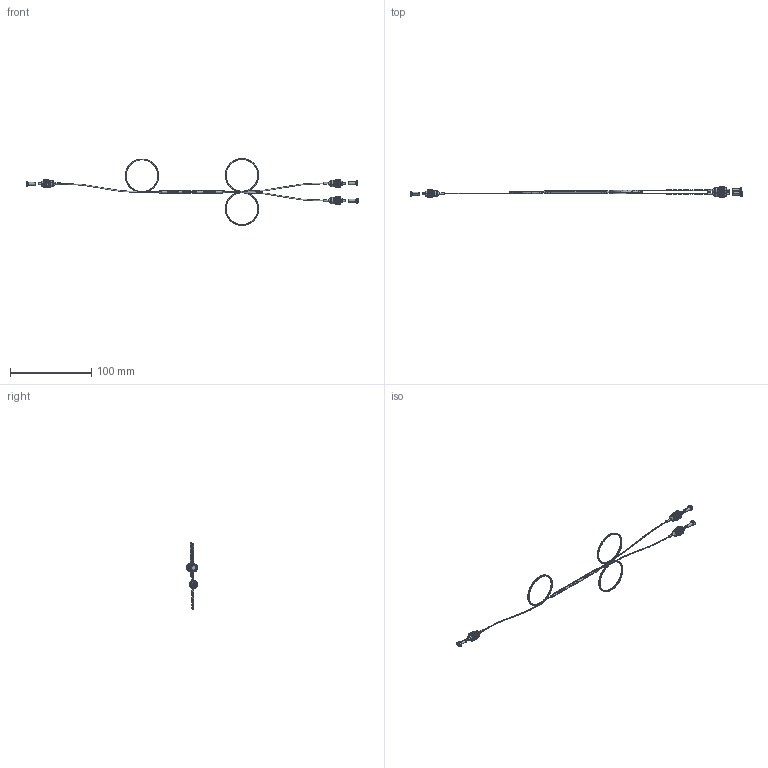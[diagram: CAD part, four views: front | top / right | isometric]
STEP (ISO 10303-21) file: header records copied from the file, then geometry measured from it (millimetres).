
FILE_DESCRIPTION (( 'STEP AP203' ), '1' );
FILE_NAME ('TTN174105-E0W.STEP', '2022-06-15T12:26:24', ( '' ), ( '' ), 'SwSTEP 2.0', 'SolidWorks 2020', '' );
FILE_SCHEMA (( 'CONFIG_CONTROL_DESIGN' ));
Length unit declared in the file: millimetre
Products named in the file (17): DWG1529; SGP-4 125.5um PC; FC-PC Dust Cap_FC Dust Cap General; DWG1540; DWG1528; DWG1631_75mm; TTN174105-E0W; SGP-418011K0G; T09HBU1_Standard; T09HRD1_Standard; DWG1751_42-2mm; DWG1553; T09HNT1_Standard; PANDA 635_60; SZ-3A1412F80G_125.5um
Assembly tree (23 placements, depth 3):
  TTN174105-E0W
    DWG1751_42-2mm
    PANDA 635_60  x2
    DWG1631_75mm
    DWG1528
    DWG1553
    DWG1540
    DWG1529
    T09HBU1_Standard
    T09HNT1_Standard
    T09HRD1_Standard
    SGP-4 125.5um PC
      SGP-418011K0G
      SZ-3A1412F80G_125.5um
      FC-PC Dust Cap_FC Dust Cap General
    SGP-4 125.5um PC
      SGP-418011K0G
      SZ-3A1412F80G_125.5um
      FC-PC Dust Cap_FC Dust Cap General
    SGP-4 125.5um PC
      SGP-418011K0G
      SZ-3A1412F80G_125.5um
      FC-PC Dust Cap_FC Dust Cap General
Bounding box: 408.3 x 14 x 81.9 mm (x, y, z)
Volume: 3272.3 mm3; surface area: 13572.5 mm2
Topology: 32 solids, 32 shells, 2605 faces, 7845 edges, 5431 vertices
Faces by surface type: plane 1271, cylinder 882, cone 351, torus 55, bspline 40, sphere 6
Entity records: 52193 total; most frequent: CARTESIAN_POINT 21330, ORIENTED_EDGE 6658, DIRECTION 5392, EDGE_CURVE 3329, VERTEX_POINT 2439, AXIS2_PLACEMENT_3D 1971, VECTOR 1450, LINE 1450
